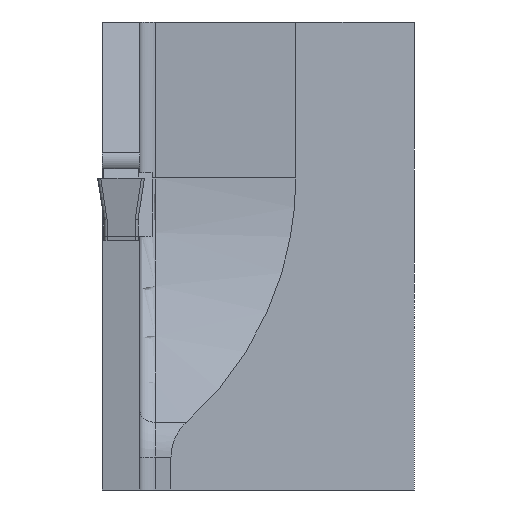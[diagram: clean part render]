
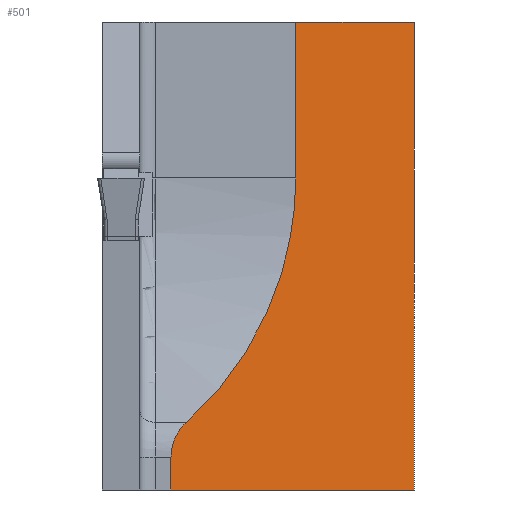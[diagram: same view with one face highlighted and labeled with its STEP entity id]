
A CAD part, left-side view. The second image highlights one B-rep face of the part: STEP entity #501.
In plain terms, the highlighted planar face has unit normal (-0.707, -0.707, 0).
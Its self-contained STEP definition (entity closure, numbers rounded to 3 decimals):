
#455=ELLIPSE('',#1501,29.698,21.);
#456=ELLIPSE('',#1504,4.243,3.);
#501=ADVANCED_FACE('',(#593),#551,.T.);
#551=PLANE('',#1516);
#593=FACE_OUTER_BOUND('',#649,.T.);
#649=EDGE_LOOP('',(#801,#802,#803,#804,#805,#806,#807));
#801=ORIENTED_EDGE('',*,*,#1141,.T.);
#802=ORIENTED_EDGE('',*,*,#1155,.F.);
#803=ORIENTED_EDGE('',*,*,#1158,.F.);
#804=ORIENTED_EDGE('',*,*,#1160,.F.);
#805=ORIENTED_EDGE('',*,*,#1163,.F.);
#806=ORIENTED_EDGE('',*,*,#1165,.F.);
#807=ORIENTED_EDGE('',*,*,#1147,.T.);
#1038=VERTEX_POINT('',#1966);
#1039=VERTEX_POINT('',#1968);
#1043=VERTEX_POINT('',#1979);
#1048=VERTEX_POINT('',#1992);
#1049=VERTEX_POINT('',#1997);
#1050=VERTEX_POINT('',#2001);
#1052=VERTEX_POINT('',#2007);
#1141=EDGE_CURVE('',#1039,#1038,#1285,.T.);
#1147=EDGE_CURVE('',#1043,#1039,#1290,.T.);
#1155=EDGE_CURVE('',#1048,#1038,#1296,.T.);
#1158=EDGE_CURVE('',#1049,#1048,#1299,.T.);
#1160=EDGE_CURVE('',#1050,#1049,#455,.T.);
#1163=EDGE_CURVE('',#1052,#1050,#456,.T.);
#1165=EDGE_CURVE('',#1043,#1052,#1303,.T.);
#1285=LINE('',#1967,#1392);
#1290=LINE('',#1978,#1397);
#1296=LINE('',#1993,#1403);
#1299=LINE('',#1998,#1406);
#1303=LINE('',#2011,#1410);
#1392=VECTOR('',#1627,1.);
#1397=VECTOR('',#1636,1.);
#1403=VECTOR('',#1648,1.);
#1406=VECTOR('',#1653,1.);
#1410=VECTOR('',#1669,1.);
#1501=AXIS2_PLACEMENT_3D('',#2002,#1657,#1658);
#1504=AXIS2_PLACEMENT_3D('',#2008,#1664,#1665);
#1516=AXIS2_PLACEMENT_3D('',#2031,#1696,#1697);
#1627=DIRECTION('',(0.,0.,1.));
#1636=DIRECTION('',(0.707,-0.707,0.));
#1648=DIRECTION('',(0.707,-0.707,0.));
#1653=DIRECTION('',(0.,0.,1.));
#1657=DIRECTION('',(-0.707,-0.707,0.));
#1658=DIRECTION('',(-0.707,0.707,0.));
#1664=DIRECTION('',(0.707,0.707,0.));
#1665=DIRECTION('',(-0.707,0.707,0.));
#1669=DIRECTION('',(0.,0.,1.));
#1696=DIRECTION('',(-0.707,-0.707,0.));
#1697=DIRECTION('',(-0.707,0.707,0.));
#1966=CARTESIAN_POINT('',(28.6,0.,10.));
#1967=CARTESIAN_POINT('',(28.6,0.,210.773));
#1968=CARTESIAN_POINT('',(28.6,0.,-20.));
#1978=CARTESIAN_POINT('',(14.3,14.3,-20.));
#1979=CARTESIAN_POINT('',(13.,15.6,-20.));
#1992=CARTESIAN_POINT('',(21.,7.6,10.));
#1993=CARTESIAN_POINT('',(4.3,24.3,10.));
#1997=CARTESIAN_POINT('',(21.,7.6,0.));
#1998=CARTESIAN_POINT('',(21.,7.6,10.));
#2001=CARTESIAN_POINT('',(14.,14.6,-15.652));
#2002=CARTESIAN_POINT('',(0.,28.6,0.));
#2007=CARTESIAN_POINT('',(13.,15.6,-17.889));
#2008=CARTESIAN_POINT('',(16.,12.6,-17.889));
#2011=CARTESIAN_POINT('',(13.,15.6,-20.));
#2031=CARTESIAN_POINT('',(13.,15.6,210.773));
